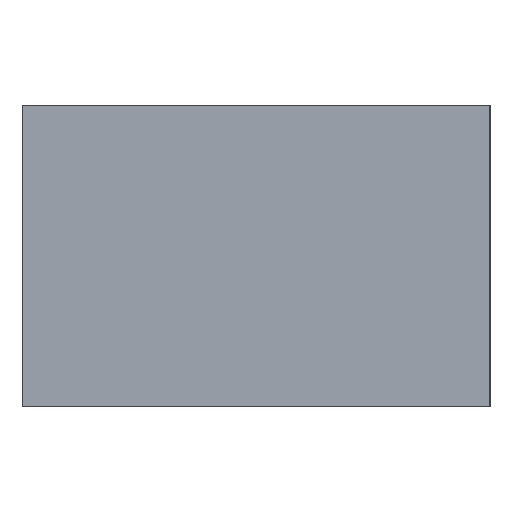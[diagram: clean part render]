
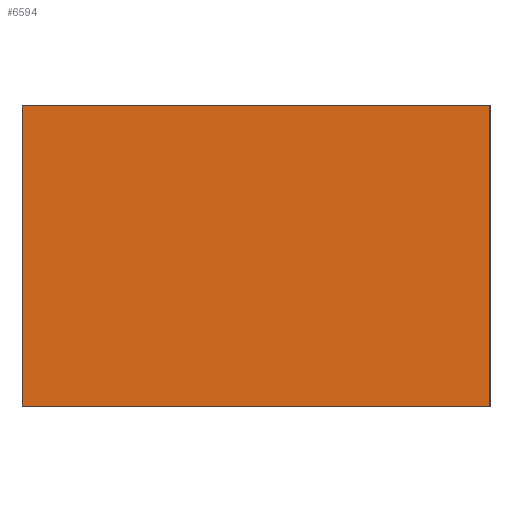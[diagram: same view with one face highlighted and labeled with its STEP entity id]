
A CAD part, left-side view. The second image highlights one B-rep face of the part: STEP entity #6594.
In plain terms, the highlighted planar face has unit normal (-1, 0, 0).
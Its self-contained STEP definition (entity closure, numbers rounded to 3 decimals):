
#560=ORIENTED_EDGE('',*,*,#1536,.T.);
#561=ORIENTED_EDGE('',*,*,#1537,.F.);
#562=ORIENTED_EDGE('',*,*,#1538,.T.);
#563=ORIENTED_EDGE('',*,*,#1494,.T.);
#1494=EDGE_CURVE('',#1983,#1982,#2387,.T.);
#1536=EDGE_CURVE('',#1982,#2023,#2414,.T.);
#1537=EDGE_CURVE('',#2024,#2023,#2415,.T.);
#1538=EDGE_CURVE('',#2024,#1983,#2416,.T.);
#1982=VERTEX_POINT('',#9040);
#1983=VERTEX_POINT('',#9042);
#2023=VERTEX_POINT('',#9227);
#2024=VERTEX_POINT('',#9229);
#2387=LINE('',#9041,#2578);
#2414=LINE('',#9226,#2605);
#2415=LINE('',#9228,#2606);
#2416=LINE('',#9230,#2607);
#2578=VECTOR('',#7584,1000.);
#2605=VECTOR('',#7625,1000.);
#2606=VECTOR('',#7626,1000.);
#2607=VECTOR('',#7627,1000.);
#2754=EDGE_LOOP('',(#560,#561,#562,#563));
#3371=FACE_BOUND('',#2754,.T.);
#3974=PLANE('',#6955);
#6594=ADVANCED_FACE('',(#3371),#3974,.F.);
#6955=AXIS2_PLACEMENT_3D('',#9225,#7623,#7624);
#7584=DIRECTION('',(0.,0.,-1.));
#7623=DIRECTION('',(1.,0.,0.));
#7624=DIRECTION('',(0.,0.,-1.));
#7625=DIRECTION('',(0.,-1.,0.));
#7626=DIRECTION('',(0.,0.,-1.));
#7627=DIRECTION('',(0.,1.,0.));
#9040=CARTESIAN_POINT('',(-52.5,25.,0.));
#9041=CARTESIAN_POINT('',(-52.5,25.,15.));
#9042=CARTESIAN_POINT('',(-52.5,25.,32.1));
#9225=CARTESIAN_POINT('',(-52.5,25.,15.));
#9226=CARTESIAN_POINT('',(-52.5,25.,0.));
#9227=CARTESIAN_POINT('',(-52.5,-25.,0.));
#9228=CARTESIAN_POINT('',(-52.5,-25.,15.));
#9229=CARTESIAN_POINT('',(-52.5,-25.,32.1));
#9230=CARTESIAN_POINT('',(-52.5,-25.,32.1));
